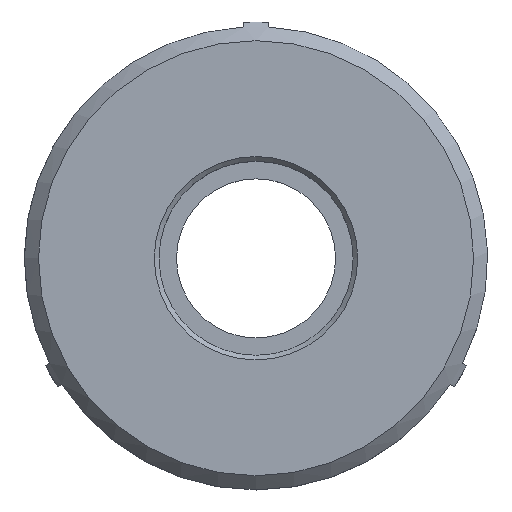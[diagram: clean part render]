
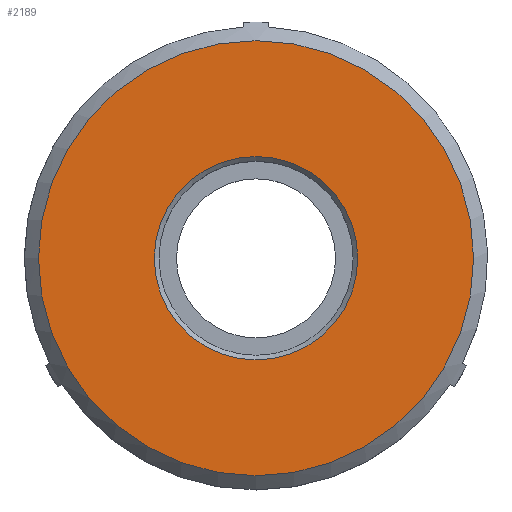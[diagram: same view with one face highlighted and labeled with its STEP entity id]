
A CAD part, top view. The second image highlights one B-rep face of the part: STEP entity #2189.
In plain terms, the highlighted planar face has unit normal (0, 0, 1).
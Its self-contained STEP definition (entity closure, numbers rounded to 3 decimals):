
#27=FACE_BOUND('',#242,.T.);
#35=PLANE('',#2346);
#104=FACE_OUTER_BOUND('',#241,.T.);
#241=EDGE_LOOP('',(#1459));
#242=EDGE_LOOP('',(#1460));
#369=CIRCLE('',#2342,21.75);
#372=CIRCLE('',#2347,46.5);
#846=VERTEX_POINT('',#4566);
#849=VERTEX_POINT('',#4576);
#1084=EDGE_CURVE('',#846,#846,#369,.T.);
#1089=EDGE_CURVE('',#849,#849,#372,.T.);
#1459=ORIENTED_EDGE('',*,*,#1089,.F.);
#1460=ORIENTED_EDGE('',*,*,#1084,.F.);
#2189=ADVANCED_FACE('',(#104,#27),#35,.F.);
#2342=AXIS2_PLACEMENT_3D('',#4567,#2643,#2644);
#2346=AXIS2_PLACEMENT_3D('',#4575,#2653,#2654);
#2347=AXIS2_PLACEMENT_3D('',#4577,#2655,#2656);
#2643=DIRECTION('center_axis',(0.,0.,1.));
#2644=DIRECTION('ref_axis',(1.,0.,0.));
#2653=DIRECTION('center_axis',(0.,0.,-1.));
#2654=DIRECTION('ref_axis',(-1.,0.,0.));
#2655=DIRECTION('center_axis',(0.,0.,-1.));
#2656=DIRECTION('ref_axis',(0.866,0.5,0.));
#4566=CARTESIAN_POINT('',(-21.75,0.,20.));
#4567=CARTESIAN_POINT('Origin',(0.,0.,20.));
#4575=CARTESIAN_POINT('Origin',(0.,0.,20.));
#4576=CARTESIAN_POINT('',(-46.5,0.,20.));
#4577=CARTESIAN_POINT('Origin',(0.,0.,20.));
